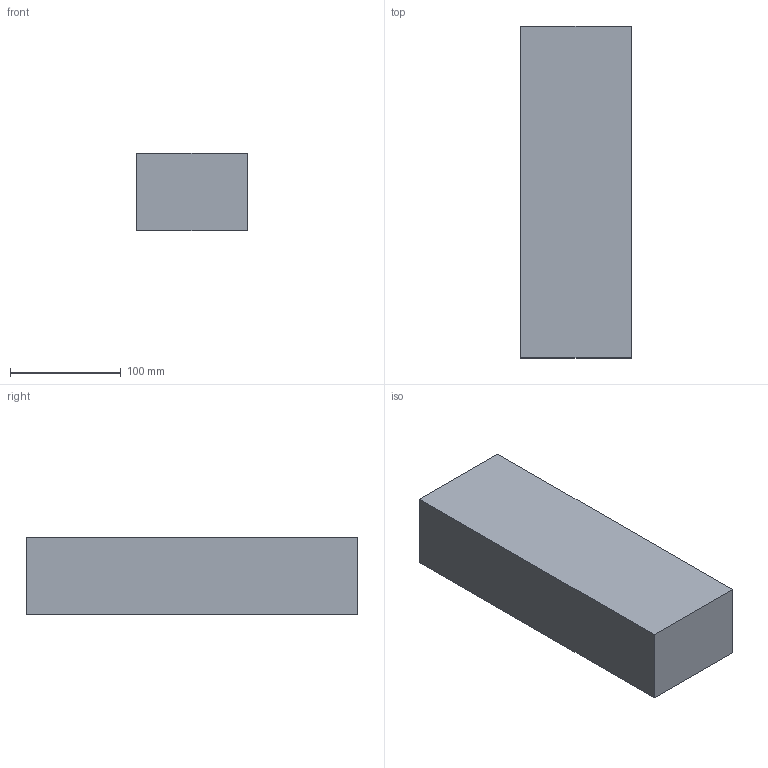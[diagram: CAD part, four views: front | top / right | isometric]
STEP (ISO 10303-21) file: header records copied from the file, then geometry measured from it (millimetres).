
FILE_DESCRIPTION(('FreeCAD Model'),'2;1');
FILE_NAME('HeatSink.step','2018-03-25T20:18:09',('Author'),( ''),'Open CASCADE STEP processor 6.8','FreeCAD','Unknown');
FILE_SCHEMA(('AUTOMOTIVE_DESIGN_CC2 { 1 2 10303 214 -1 1 5 4 }'));
Length unit declared in the file: millimetre
Products named in the file (3): ASSEMBLY; Air; HeatSink
Assembly tree (2 placements, depth 2):
  ASSEMBLY
    Air
    HeatSink
Bounding box: 100 x 300 x 70 mm (x, y, z)
Volume: 2100000 mm3; surface area: 148200 mm2
Topology: 2 solids, 2 shells, 284 faces, 720 edges, 516 vertices
Faces by surface type: plane 284
Entity records: 17550 total; most frequent: CARTESIAN_POINT 3347, DIRECTION 2350, LINE 1776, VECTOR 1776, ORIENTED_EDGE 1440, PCURVE 1440, DEFINITIONAL_REPRESENTATION 1440, EDGE_CURVE 720
